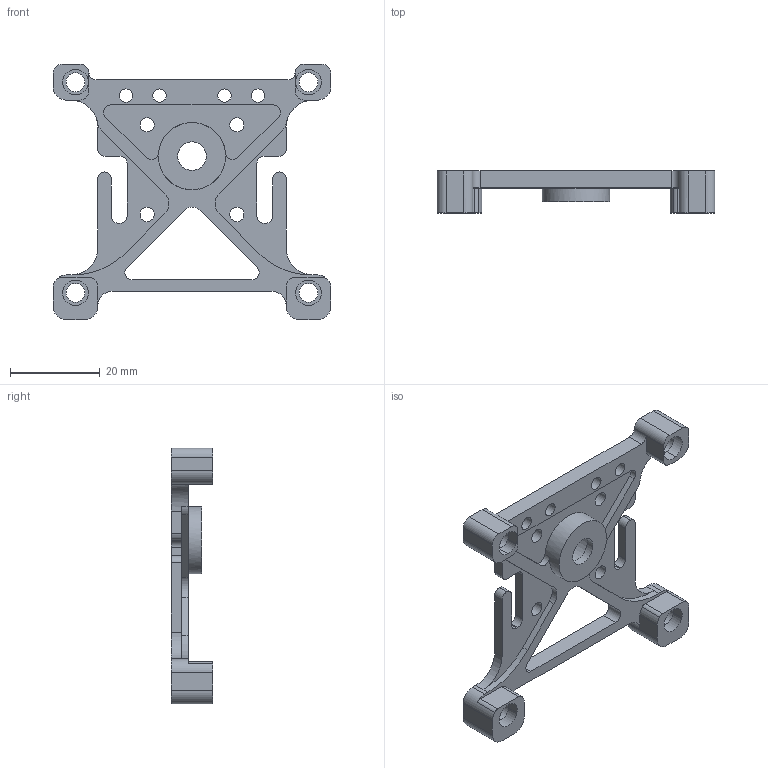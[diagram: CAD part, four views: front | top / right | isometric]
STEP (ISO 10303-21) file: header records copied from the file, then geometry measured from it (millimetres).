
FILE_DESCRIPTION(/* description */ (''),/* implementation_level */ '2;1');
FILE_NAME(/* name */ 'XChange base plate.step',/* time_stamp */ '2021-12-09T00:50:35-05:00',/* author */ (''),/* organization */ (''),/* preprocessor_version */ 'ST-DEVELOPER v18.1',/* originating_system */ 'Autodesk Translation Framework v10.10.0.1391',/* authorisation */ '');
FILE_SCHEMA (('AUTOMOTIVE_DESIGN { 1 0 10303 214 3 1 1 }'));
Length unit declared in the file: millimetre
Products named in the file (1): XChange base plate
Bounding box: 62 x 9.3 x 57 mm (x, y, z)
Volume: 7189.2 mm3; surface area: 6945.4 mm2
Topology: 1 solids, 1 shells, 125 faces, 357 edges, 236 vertices
Faces by surface type: cylinder 68, plane 53, cone 4
Full cylindrical faces by diameter (mm): 3 x4, 3.2 x4, 4.2 x4, 6.375 x1, 10 x1, 15 x1
Entity records: 4227 total; most frequent: DIRECTION 757, CARTESIAN_POINT 719, ORIENTED_EDGE 714, EDGE_CURVE 357, AXIS2_PLACEMENT_3D 274, VERTEX_POINT 236, LINE 209, VECTOR 209
